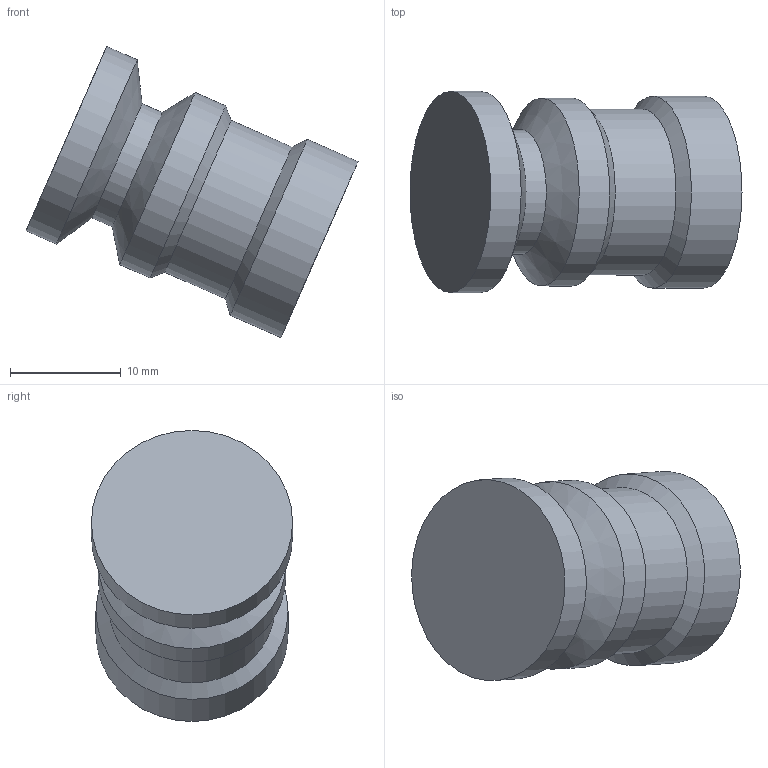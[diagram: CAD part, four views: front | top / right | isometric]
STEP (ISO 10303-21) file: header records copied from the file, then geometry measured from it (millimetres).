
FILE_DESCRIPTION(/* description */ (''),/* implementation_level */ '2;1');
FILE_NAME(/* name */ '7d0a4cac-0568-11ec-b4da-0690942d3ea3.step',/* time_stamp */ '2021-08-25T05:57:51+00:00',/* author */ (''),/* organization */ (''),/* preprocessor_version */ 'ST-DEVELOPER v18.1',/* originating_system */ 'Autodesk Translation Framework v10.6.0.1341',/* authorisation */ '');
FILE_SCHEMA (('AUTOMOTIVE_DESIGN { 1 0 10303 214 3 1 1 }'));
Length unit declared in the file: centimetre
Products named in the file (1): temp_body
Bounding box: 30.04 x 18.22 x 26.34 mm (x, y, z)
Volume: 4984.1 mm3; surface area: 1947.1 mm2
Topology: 1 solids, 1 shells, 11 faces, 19 edges, 10 vertices
Faces by surface type: cylinder 5, cone 4, plane 2
Full cylindrical faces by diameter (mm): 11.287 x1, 15 x1, 17 x1, 17.384 x1, 18.216 x1
Entity records: 292 total; most frequent: DIRECTION 53, CARTESIAN_POINT 41, ORIENTED_EDGE 38, AXIS2_PLACEMENT_3D 22, EDGE_CURVE 19, FACE_OUTER_BOUND 11, EDGE_LOOP 11, ADVANCED_FACE 11
